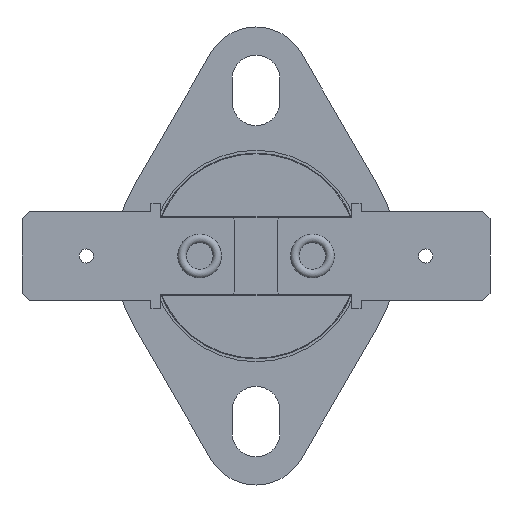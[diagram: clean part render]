
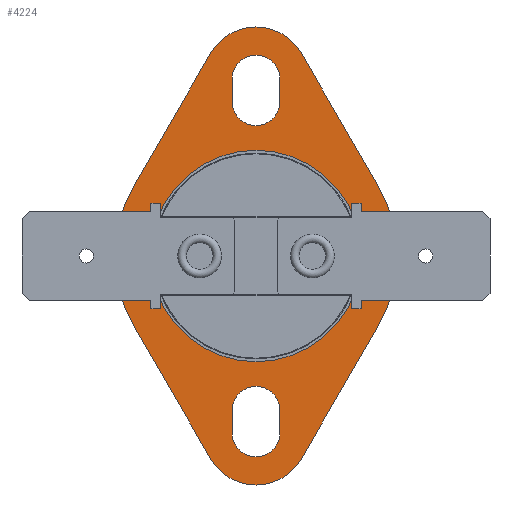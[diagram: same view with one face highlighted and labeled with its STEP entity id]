
A CAD part, front view. The second image highlights one B-rep face of the part: STEP entity #4224.
In plain terms, the highlighted planar face has unit normal (0, -1, 0).
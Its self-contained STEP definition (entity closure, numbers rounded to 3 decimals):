
#39=FACE_BOUND('',#882,.T.);
#40=FACE_BOUND('',#883,.T.);
#41=FACE_BOUND('',#884,.T.);
#281=PLANE('',#4743);
#614=FACE_OUTER_BOUND('',#881,.T.);
#881=EDGE_LOOP('',(#3653,#3654,#3655,#3656,#3657,#3658,#3659,#3660));
#882=EDGE_LOOP('',(#3661,#3662,#3663,#3664));
#883=EDGE_LOOP('',(#3665,#3666,#3667,#3668));
#884=EDGE_LOOP('',(#3669));
#1107=LINE('',#8094,#1391);
#1111=LINE('',#8106,#1395);
#1115=LINE('',#8118,#1399);
#1119=LINE('',#8130,#1403);
#1123=LINE('',#8142,#1407);
#1127=LINE('',#8154,#1411);
#1131=LINE('',#8166,#1415);
#1135=LINE('',#8178,#1419);
#1391=VECTOR('',#5715,10.);
#1395=VECTOR('',#5727,10.);
#1399=VECTOR('',#5739,10.);
#1403=VECTOR('',#5751,10.);
#1407=VECTOR('',#5763,10.);
#1411=VECTOR('',#5775,10.);
#1415=VECTOR('',#5787,10.);
#1419=VECTOR('',#5799,10.);
#1740=CIRCLE('',#4709,7.5);
#1743=CIRCLE('',#4714,1.7);
#1745=CIRCLE('',#4718,1.7);
#1747=CIRCLE('',#4722,1.7);
#1749=CIRCLE('',#4726,1.7);
#1751=CIRCLE('',#4730,10.);
#1753=CIRCLE('',#4734,3.7);
#1755=CIRCLE('',#4738,10.);
#1757=CIRCLE('',#4742,3.7);
#2028=VERTEX_POINT('',#8082);
#2032=VERTEX_POINT('',#8091);
#2033=VERTEX_POINT('',#8093);
#2035=VERTEX_POINT('',#8099);
#2037=VERTEX_POINT('',#8105);
#2040=VERTEX_POINT('',#8115);
#2041=VERTEX_POINT('',#8117);
#2043=VERTEX_POINT('',#8123);
#2045=VERTEX_POINT('',#8129);
#2048=VERTEX_POINT('',#8139);
#2049=VERTEX_POINT('',#8141);
#2051=VERTEX_POINT('',#8147);
#2053=VERTEX_POINT('',#8153);
#2055=VERTEX_POINT('',#8159);
#2057=VERTEX_POINT('',#8165);
#2059=VERTEX_POINT('',#8171);
#2061=VERTEX_POINT('',#8177);
#2569=EDGE_CURVE('',#2028,#2028,#1740,.T.);
#2574=EDGE_CURVE('',#2033,#2032,#1107,.T.);
#2577=EDGE_CURVE('',#2035,#2033,#1743,.T.);
#2580=EDGE_CURVE('',#2037,#2035,#1111,.T.);
#2583=EDGE_CURVE('',#2032,#2037,#1745,.T.);
#2586=EDGE_CURVE('',#2041,#2040,#1115,.T.);
#2589=EDGE_CURVE('',#2043,#2041,#1747,.T.);
#2592=EDGE_CURVE('',#2045,#2043,#1119,.T.);
#2595=EDGE_CURVE('',#2040,#2045,#1749,.T.);
#2598=EDGE_CURVE('',#2049,#2048,#1123,.T.);
#2601=EDGE_CURVE('',#2051,#2049,#1751,.T.);
#2604=EDGE_CURVE('',#2053,#2051,#1127,.T.);
#2607=EDGE_CURVE('',#2055,#2053,#1753,.T.);
#2610=EDGE_CURVE('',#2057,#2055,#1131,.T.);
#2613=EDGE_CURVE('',#2059,#2057,#1755,.T.);
#2616=EDGE_CURVE('',#2061,#2059,#1135,.T.);
#2619=EDGE_CURVE('',#2048,#2061,#1757,.T.);
#3653=ORIENTED_EDGE('',*,*,#2619,.T.);
#3654=ORIENTED_EDGE('',*,*,#2616,.T.);
#3655=ORIENTED_EDGE('',*,*,#2613,.T.);
#3656=ORIENTED_EDGE('',*,*,#2610,.T.);
#3657=ORIENTED_EDGE('',*,*,#2607,.T.);
#3658=ORIENTED_EDGE('',*,*,#2604,.T.);
#3659=ORIENTED_EDGE('',*,*,#2601,.T.);
#3660=ORIENTED_EDGE('',*,*,#2598,.T.);
#3661=ORIENTED_EDGE('',*,*,#2595,.T.);
#3662=ORIENTED_EDGE('',*,*,#2592,.T.);
#3663=ORIENTED_EDGE('',*,*,#2589,.T.);
#3664=ORIENTED_EDGE('',*,*,#2586,.T.);
#3665=ORIENTED_EDGE('',*,*,#2583,.T.);
#3666=ORIENTED_EDGE('',*,*,#2580,.T.);
#3667=ORIENTED_EDGE('',*,*,#2577,.T.);
#3668=ORIENTED_EDGE('',*,*,#2574,.T.);
#3669=ORIENTED_EDGE('',*,*,#2569,.T.);
#4224=ADVANCED_FACE('',(#614,#39,#40,#41),#281,.T.);
#4709=AXIS2_PLACEMENT_3D('',#8083,#5706,#5707);
#4714=AXIS2_PLACEMENT_3D('',#8100,#5721,#5722);
#4718=AXIS2_PLACEMENT_3D('',#8110,#5733,#5734);
#4722=AXIS2_PLACEMENT_3D('',#8124,#5745,#5746);
#4726=AXIS2_PLACEMENT_3D('',#8134,#5757,#5758);
#4730=AXIS2_PLACEMENT_3D('',#8148,#5769,#5770);
#4734=AXIS2_PLACEMENT_3D('',#8160,#5781,#5782);
#4738=AXIS2_PLACEMENT_3D('',#8172,#5793,#5794);
#4742=AXIS2_PLACEMENT_3D('',#8182,#5805,#5806);
#4743=AXIS2_PLACEMENT_3D('',#8183,#5807,#5808);
#5706=DIRECTION('center_axis',(0.,1.,0.));
#5707=DIRECTION('ref_axis',(1.,0.,0.));
#5715=DIRECTION('',(0.,0.,-1.));
#5721=DIRECTION('center_axis',(0.,1.,0.));
#5722=DIRECTION('ref_axis',(1.,0.,0.));
#5727=DIRECTION('',(0.,0.,1.));
#5733=DIRECTION('center_axis',(0.,1.,0.));
#5734=DIRECTION('ref_axis',(-1.,0.,0.));
#5739=DIRECTION('',(0.,0.,1.));
#5745=DIRECTION('center_axis',(0.,1.,0.));
#5746=DIRECTION('ref_axis',(-1.,0.,0.));
#5751=DIRECTION('',(0.,0.,-1.));
#5757=DIRECTION('center_axis',(0.,1.,0.));
#5758=DIRECTION('ref_axis',(1.,0.,0.));
#5763=DIRECTION('',(0.502,0.,-0.865));
#5769=DIRECTION('center_axis',(0.,-1.,0.));
#5770=DIRECTION('ref_axis',(-0.865,0.,0.502));
#5775=DIRECTION('',(-0.502,0.,-0.865));
#5781=DIRECTION('center_axis',(0.,-1.,0.));
#5782=DIRECTION('ref_axis',(0.865,0.,0.502));
#5787=DIRECTION('',(-0.502,0.,0.865));
#5793=DIRECTION('center_axis',(0.,-1.,0.));
#5794=DIRECTION('ref_axis',(0.865,0.,-0.502));
#5799=DIRECTION('',(0.502,0.,0.865));
#5805=DIRECTION('center_axis',(0.,-1.,0.));
#5806=DIRECTION('ref_axis',(-0.865,0.,-0.502));
#5807=DIRECTION('center_axis',(0.,-1.,0.));
#5808=DIRECTION('ref_axis',(1.,0.,0.));
#8082=CARTESIAN_POINT('',(-7.5,-0.3,0.));
#8083=CARTESIAN_POINT('Origin',(0.,-0.3,0.));
#8091=CARTESIAN_POINT('',(1.7,-0.3,10.95));
#8093=CARTESIAN_POINT('',(1.7,-0.3,12.55));
#8094=CARTESIAN_POINT('',(1.7,-0.3,10.95));
#8099=CARTESIAN_POINT('',(-1.7,-0.3,12.55));
#8100=CARTESIAN_POINT('Origin',(0.,-0.3,12.55));
#8105=CARTESIAN_POINT('',(-1.7,-0.3,10.95));
#8106=CARTESIAN_POINT('',(-1.7,-0.3,12.55));
#8110=CARTESIAN_POINT('Origin',(0.,-0.3,10.95));
#8115=CARTESIAN_POINT('',(-1.7,-0.3,-10.95));
#8117=CARTESIAN_POINT('',(-1.7,-0.3,-12.55));
#8118=CARTESIAN_POINT('',(-1.7,-0.3,-12.55));
#8123=CARTESIAN_POINT('',(1.7,-0.3,-12.55));
#8124=CARTESIAN_POINT('Origin',(0.,-0.3,-12.55));
#8129=CARTESIAN_POINT('',(1.7,-0.3,-10.95));
#8130=CARTESIAN_POINT('',(1.7,-0.3,-10.95));
#8134=CARTESIAN_POINT('Origin',(0.,-0.3,-10.95));
#8139=CARTESIAN_POINT('',(-3.2,-0.3,-14.407));
#8141=CARTESIAN_POINT('',(-8.649,-0.3,-5.02));
#8142=CARTESIAN_POINT('',(-3.2,-0.3,-14.407));
#8147=CARTESIAN_POINT('',(-8.649,-0.3,5.02));
#8148=CARTESIAN_POINT('Origin',(0.,-0.3,0.));
#8153=CARTESIAN_POINT('',(-3.2,-0.3,14.407));
#8154=CARTESIAN_POINT('',(-3.2,-0.3,14.407));
#8159=CARTESIAN_POINT('',(3.2,-0.3,14.407));
#8160=CARTESIAN_POINT('Origin',(0.,-0.3,12.55));
#8165=CARTESIAN_POINT('',(8.649,-0.3,5.02));
#8166=CARTESIAN_POINT('',(3.2,-0.3,14.407));
#8171=CARTESIAN_POINT('',(8.649,-0.3,-5.02));
#8172=CARTESIAN_POINT('Origin',(0.,-0.3,0.));
#8177=CARTESIAN_POINT('',(3.2,-0.3,-14.407));
#8178=CARTESIAN_POINT('',(3.2,-0.3,-14.407));
#8182=CARTESIAN_POINT('Origin',(0.,-0.3,-12.55));
#8183=CARTESIAN_POINT('Origin',(0.,-0.3,0.));
